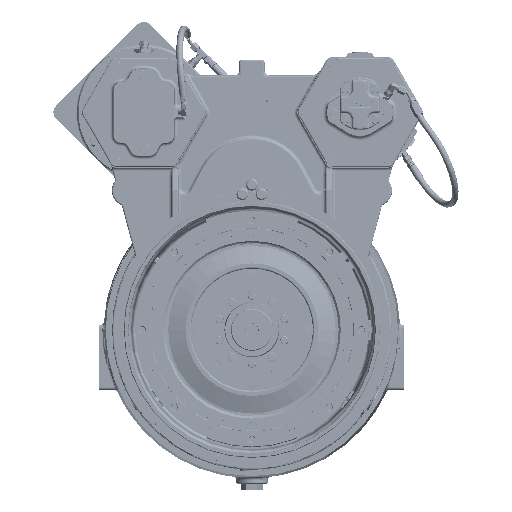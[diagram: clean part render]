
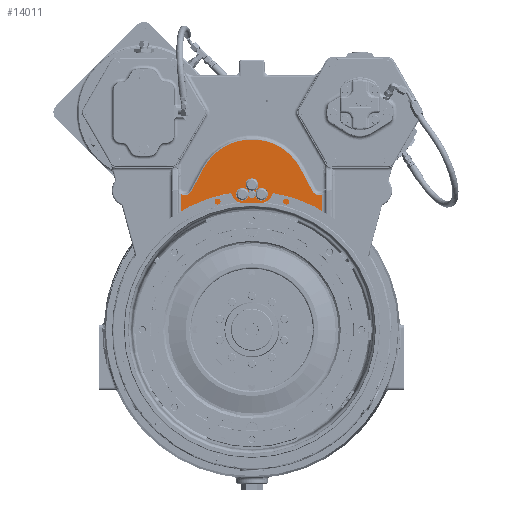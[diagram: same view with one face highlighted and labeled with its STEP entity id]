
A CAD part, top view. The second image highlights one B-rep face of the part: STEP entity #14011.
In plain terms, the highlighted planar face has unit normal (0, 0, 1).
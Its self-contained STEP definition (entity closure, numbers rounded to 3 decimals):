
#289 = VERTEX_POINT ( 'NONE', #6957 ) ;
#1786 = CARTESIAN_POINT ( 'NONE',  ( 120.709, 277.557, -122.758 ) ) ;
#2180 = CIRCLE ( 'NONE', #153779, 12.7 ) ;
#3515 = CIRCLE ( 'NONE', #205865, 7.937 ) ;
#6957 = CARTESIAN_POINT ( 'NONE',  ( -140.97, 211.083, -122.758 ) ) ;
#7322 = VERTEX_POINT ( 'NONE', #202299 ) ;
#8395 = EDGE_CURVE ( 'NONE', #187964, #116796, #182846, .T. ) ;
#9154 = ORIENTED_EDGE ( 'NONE', *, *, #146586, .T. ) ;
#10304 = CARTESIAN_POINT ( 'NONE',  ( 0., 270.942, -122.758 ) ) ;
#12335 = AXIS2_PLACEMENT_3D ( 'NONE', #149477, #39724, #167934 ) ;
#13191 = EDGE_CURVE ( 'NONE', #87243, #64331, #93927, .T. ) ;
#14011 = ADVANCED_FACE ( 'NONE', ( #88419, #137139 ), #52540, .T. ) ;
#15436 = CIRCLE ( 'NONE', #193257, 253.828 ) ;
#15944 = VERTEX_POINT ( 'NONE', #65912 ) ;
#20380 = CARTESIAN_POINT ( 'NONE',  ( 134.62, 284.939, -122.758 ) ) ;
#23370 = VERTEX_POINT ( 'NONE', #1786 ) ;
#25474 = EDGE_CURVE ( 'NONE', #165539, #65265, #185737, .T. ) ;
#27973 = LINE ( 'NONE', #180544, #125411 ) ;
#28739 = DIRECTION ( 'NONE',  ( 1., 0., 0. ) ) ;
#29033 = AXIS2_PLACEMENT_3D ( 'NONE', #10304, #138458, #28739 ) ;
#33952 = LINE ( 'NONE', #58401, #125621 ) ;
#34574 = CARTESIAN_POINT ( 'NONE',  ( 19.05, 270.942, -122.758 ) ) ;
#34683 = CARTESIAN_POINT ( 'NONE',  ( 0., 289.992, -122.758 ) ) ;
#38842 = DIRECTION ( 'NONE',  ( 1., 0., 0. ) ) ;
#39199 = ORIENTED_EDGE ( 'NONE', *, *, #85660, .T. ) ;
#39724 = DIRECTION ( 'NONE',  ( 0., 0., 1. ) ) ;
#40154 = DIRECTION ( 'NONE',  ( 0., 0., 1. ) ) ;
#43835 = EDGE_CURVE ( 'NONE', #80072, #198994, #226771, .T. ) ;
#47238 = DIRECTION ( 'NONE',  ( 0., 0., 1. ) ) ;
#49020 = ORIENTED_EDGE ( 'NONE', *, *, #50052, .T. ) ;
#50052 = EDGE_CURVE ( 'NONE', #198994, #23370, #228249, .T. ) ;
#52540 = PLANE ( 'NONE',  #92435 ) ;
#53058 = DIRECTION ( 'NONE',  ( 1., 0., 0. ) ) ;
#53183 = DIRECTION ( 'NONE',  ( 1., 0., 0. ) ) ;
#57023 = DIRECTION ( 'NONE',  ( 0., 0., 1. ) ) ;
#57856 = EDGE_CURVE ( 'NONE', #23370, #81355, #224222, .T. ) ;
#58401 = CARTESIAN_POINT ( 'NONE',  ( -140.97, 203.326, -122.758 ) ) ;
#60004 = ORIENTED_EDGE ( 'NONE', *, *, #135595, .F. ) ;
#61447 = CARTESIAN_POINT ( 'NONE',  ( 96.927, 322.375, -122.758 ) ) ;
#64331 = VERTEX_POINT ( 'NONE', #156135 ) ;
#65265 = VERTEX_POINT ( 'NONE', #105782 ) ;
#65661 = EDGE_CURVE ( 'NONE', #81355, #7322, #124861, .T. ) ;
#65912 = CARTESIAN_POINT ( 'NONE',  ( -120.709, 277.557, -122.758 ) ) ;
#69316 = CARTESIAN_POINT ( 'NONE',  ( -3.843, 277.887, -122.758 ) ) ;
#69656 = CARTESIAN_POINT ( 'NONE',  ( 96.927, 322.375, -122.758 ) ) ;
#70697 = DIRECTION ( 'NONE',  ( -0.469, -0.883, 0. ) ) ;
#73322 = CARTESIAN_POINT ( 'NONE',  ( 0., -256.486, -122.758 ) ) ;
#74447 = CARTESIAN_POINT ( 'NONE',  ( 6.945, 267.099, -122.758 ) ) ;
#74501 = CARTESIAN_POINT ( 'NONE',  ( 140.97, 270.528, -122.758 ) ) ;
#75751 = CARTESIAN_POINT ( 'NONE',  ( 0., 270.942, -122.758 ) ) ;
#80072 = VERTEX_POINT ( 'NONE', #196481 ) ;
#81355 = VERTEX_POINT ( 'NONE', #69656 ) ;
#84025 = ORIENTED_EDGE ( 'NONE', *, *, #25474, .F. ) ;
#85660 = EDGE_CURVE ( 'NONE', #7322, #15944, #27973, .T. ) ;
#86068 = VECTOR ( 'NONE', #218106, 1000. ) ;
#87243 = VERTEX_POINT ( 'NONE', #176917 ) ;
#88419 = FACE_OUTER_BOUND ( 'NONE', #182722, .T. ) ;
#88710 = CARTESIAN_POINT ( 'NONE',  ( -134.62, 284.939, -122.758 ) ) ;
#89624 = CIRCLE ( 'NONE', #92221, 12.7 ) ;
#90666 = DIRECTION ( 'NONE',  ( 0., 0., -1. ) ) ;
#91617 = DIRECTION ( 'NONE',  ( 1., 0., 0. ) ) ;
#92221 = AXIS2_PLACEMENT_3D ( 'NONE', #34683, #162917, #53183 ) ;
#92395 = ORIENTED_EDGE ( 'NONE', *, *, #57856, .T. ) ;
#92435 = AXIS2_PLACEMENT_3D ( 'NONE', #73322, #201657, #91617 ) ;
#93927 = CIRCLE ( 'NONE', #189193, 7.937 ) ;
#94040 = DIRECTION ( 'NONE',  ( 1., 0., 0. ) ) ;
#94067 = AXIS2_PLACEMENT_3D ( 'NONE', #34574, #162802, #53058 ) ;
#104642 = AXIS2_PLACEMENT_3D ( 'NONE', #156995, #47238, #175524 ) ;
#105782 = CARTESIAN_POINT ( 'NONE',  ( -6.945, 274.785, -122.758 ) ) ;
#107074 = DIRECTION ( 'NONE',  ( 1., 0., 0. ) ) ;
#108192 = ORIENTED_EDGE ( 'NONE', *, *, #65661, .T. ) ;
#109074 = AXIS2_PLACEMENT_3D ( 'NONE', #20380, #148617, #38842 ) ;
#116629 = DIRECTION ( 'NONE',  ( -0.469, 0.883, 0. ) ) ;
#116796 = VERTEX_POINT ( 'NONE', #200581 ) ;
#118356 = EDGE_LOOP ( 'NONE', ( #160721, #60004, #136485, #196769, #138532, #84025, #232673 ) ) ;
#120741 = VECTOR ( 'NONE', #116629, 1000. ) ;
#124861 = CIRCLE ( 'NONE', #29033, 109.728 ) ;
#125411 = VECTOR ( 'NONE', #70697, 1000. ) ;
#125621 = VECTOR ( 'NONE', #149677, 1000. ) ;
#131184 = EDGE_CURVE ( 'NONE', #15944, #207821, #175266, .T. ) ;
#135595 = EDGE_CURVE ( 'NONE', #116796, #87243, #156810, .T. ) ;
#136485 = ORIENTED_EDGE ( 'NONE', *, *, #8395, .F. ) ;
#137139 = FACE_BOUND ( 'NONE', #118356, .T. ) ;
#137230 = EDGE_CURVE ( 'NONE', #289, #80072, #15436, .T. ) ;
#138458 = DIRECTION ( 'NONE',  ( 0., 0., 1. ) ) ;
#138532 = ORIENTED_EDGE ( 'NONE', *, *, #179105, .F. ) ;
#144978 = CARTESIAN_POINT ( 'NONE',  ( 140.97, 275.627, -122.758 ) ) ;
#146586 = EDGE_CURVE ( 'NONE', #207821, #289, #33952, .T. ) ;
#148617 = DIRECTION ( 'NONE',  ( 0., 0., -1. ) ) ;
#149477 = CARTESIAN_POINT ( 'NONE',  ( 0., 270.942, -122.758 ) ) ;
#149677 = DIRECTION ( 'NONE',  ( 0., -1., 0. ) ) ;
#149915 = CARTESIAN_POINT ( 'NONE',  ( 0., 270.942, -122.758 ) ) ;
#153779 = AXIS2_PLACEMENT_3D ( 'NONE', #166760, #57023, #185319 ) ;
#153810 = ORIENTED_EDGE ( 'NONE', *, *, #131184, .T. ) ;
#156135 = CARTESIAN_POINT ( 'NONE',  ( 3.843, 277.887, -122.758 ) ) ;
#156810 = CIRCLE ( 'NONE', #94067, 12.7 ) ;
#156995 = CARTESIAN_POINT ( 'NONE',  ( 19.05, 270.942, -122.758 ) ) ;
#160721 = ORIENTED_EDGE ( 'NONE', *, *, #13191, .F. ) ;
#162802 = DIRECTION ( 'NONE',  ( 0., 0., 1. ) ) ;
#162917 = DIRECTION ( 'NONE',  ( 0., 0., 1. ) ) ;
#165539 = VERTEX_POINT ( 'NONE', #69316 ) ;
#166760 = CARTESIAN_POINT ( 'NONE',  ( -19.05, 270.942, -122.758 ) ) ;
#167934 = DIRECTION ( 'NONE',  ( 1., 0., 0. ) ) ;
#168377 = DIRECTION ( 'NONE',  ( 1., 0., 0. ) ) ;
#168600 = ORIENTED_EDGE ( 'NONE', *, *, #43835, .T. ) ;
#171533 = EDGE_CURVE ( 'NONE', #184302, #187964, #3515, .T. ) ;
#175266 = CIRCLE ( 'NONE', #229878, 15.748 ) ;
#175524 = DIRECTION ( 'NONE',  ( 1., 0., 0. ) ) ;
#176917 = CARTESIAN_POINT ( 'NONE',  ( 6.945, 274.785, -122.758 ) ) ;
#179105 = EDGE_CURVE ( 'NONE', #65265, #184302, #2180, .T. ) ;
#180544 = CARTESIAN_POINT ( 'NONE',  ( -120.709, 277.557, -122.758 ) ) ;
#182610 = CARTESIAN_POINT ( 'NONE',  ( -140.97, 270.528, -122.758 ) ) ;
#182722 = EDGE_LOOP ( 'NONE', ( #9154, #185432, #168600, #49020, #92395, #108192, #39199, #153810 ) ) ;
#182846 = CIRCLE ( 'NONE', #104642, 12.7 ) ;
#184302 = VERTEX_POINT ( 'NONE', #236378 ) ;
#185319 = DIRECTION ( 'NONE',  ( 1., 0., 0. ) ) ;
#185432 = ORIENTED_EDGE ( 'NONE', *, *, #137230, .T. ) ;
#185737 = CIRCLE ( 'NONE', #12335, 7.937 ) ;
#187964 = VERTEX_POINT ( 'NONE', #74447 ) ;
#189193 = AXIS2_PLACEMENT_3D ( 'NONE', #75751, #204099, #94040 ) ;
#193257 = AXIS2_PLACEMENT_3D ( 'NONE', #200708, #90666, #219141 ) ;
#196481 = CARTESIAN_POINT ( 'NONE',  ( 140.97, 211.083, -122.758 ) ) ;
#196769 = ORIENTED_EDGE ( 'NONE', *, *, #171533, .F. ) ;
#196908 = EDGE_CURVE ( 'NONE', #64331, #165539, #89624, .T. ) ;
#198994 = VERTEX_POINT ( 'NONE', #74501 ) ;
#200581 = CARTESIAN_POINT ( 'NONE',  ( 31.75, 270.942, -122.758 ) ) ;
#200708 = CARTESIAN_POINT ( 'NONE',  ( 0., 0., -122.758 ) ) ;
#201657 = DIRECTION ( 'NONE',  ( 0., 0., 1. ) ) ;
#202299 = CARTESIAN_POINT ( 'NONE',  ( -96.927, 322.375, -122.758 ) ) ;
#204099 = DIRECTION ( 'NONE',  ( 0., 0., 1. ) ) ;
#205865 = AXIS2_PLACEMENT_3D ( 'NONE', #149915, #40154, #168377 ) ;
#207821 = VERTEX_POINT ( 'NONE', #182610 ) ;
#217153 = DIRECTION ( 'NONE',  ( 0., 0., -1. ) ) ;
#218106 = DIRECTION ( 'NONE',  ( 0., 1., 0. ) ) ;
#219141 = DIRECTION ( 'NONE',  ( 1., 0., 0. ) ) ;
#224222 = LINE ( 'NONE', #61447, #120741 ) ;
#226771 = LINE ( 'NONE', #144978, #86068 ) ;
#228249 = CIRCLE ( 'NONE', #109074, 15.748 ) ;
#229878 = AXIS2_PLACEMENT_3D ( 'NONE', #88710, #217153, #107074 ) ;
#232673 = ORIENTED_EDGE ( 'NONE', *, *, #196908, .F. ) ;
#236378 = CARTESIAN_POINT ( 'NONE',  ( -6.945, 267.099, -122.758 ) ) ;
